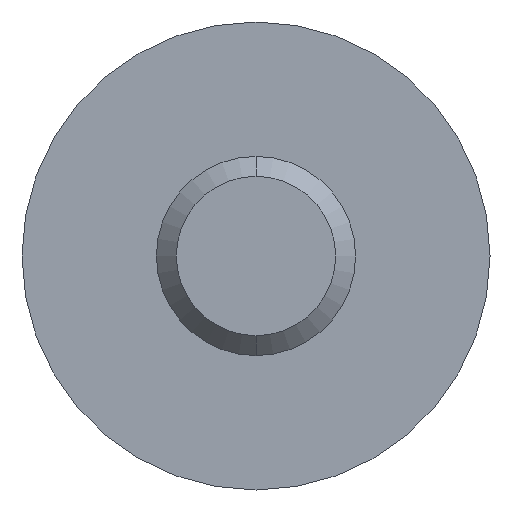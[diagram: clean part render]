
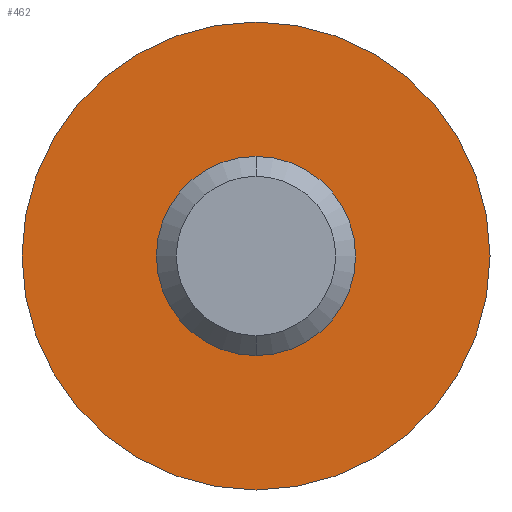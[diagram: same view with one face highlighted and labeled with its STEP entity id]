
A CAD part, front view. The second image highlights one B-rep face of the part: STEP entity #462.
In plain terms, the highlighted planar face has unit normal (0, -1, 0).
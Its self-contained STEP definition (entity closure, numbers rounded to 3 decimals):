
#8 = FACE_BOUND ( 'NONE', #347, .T. ) ;
#9 = CIRCLE ( 'NONE', #251, 4.7 ) ;
#25 = VERTEX_POINT ( 'NONE', #378 ) ;
#31 = CIRCLE ( 'NONE', #151, 2. ) ;
#51 = DIRECTION ( 'NONE',  ( 0., -1., 0. ) ) ;
#64 = CIRCLE ( 'NONE', #445, 4.7 ) ;
#65 = CARTESIAN_POINT ( 'NONE',  ( 0., -1.175, -2. ) ) ;
#71 = ORIENTED_EDGE ( 'NONE', *, *, #188, .F. ) ;
#75 = CARTESIAN_POINT ( 'NONE',  ( 0., -1.175, 0. ) ) ;
#98 = EDGE_CURVE ( 'NONE', #25, #167, #64, .T. ) ;
#101 = VERTEX_POINT ( 'NONE', #395 ) ;
#123 = CIRCLE ( 'NONE', #583, 2. ) ;
#136 = DIRECTION ( 'NONE',  ( 0., 0., -1. ) ) ;
#143 = DIRECTION ( 'NONE',  ( 0., -1., 0. ) ) ;
#151 = AXIS2_PLACEMENT_3D ( 'NONE', #415, #51, #153 ) ;
#153 = DIRECTION ( 'NONE',  ( 0., 0., -1. ) ) ;
#157 = DIRECTION ( 'NONE',  ( 0., 1., 0. ) ) ;
#167 = VERTEX_POINT ( 'NONE', #268 ) ;
#188 = EDGE_CURVE ( 'NONE', #335, #101, #123, .T. ) ;
#211 = EDGE_CURVE ( 'NONE', #101, #335, #31, .T. ) ;
#237 = EDGE_CURVE ( 'NONE', #167, #25, #9, .T. ) ;
#246 = CARTESIAN_POINT ( 'NONE',  ( 0., -1.175, 0. ) ) ;
#251 = AXIS2_PLACEMENT_3D ( 'NONE', #246, #157, #510 ) ;
#268 = CARTESIAN_POINT ( 'NONE',  ( 0., -1.175, -4.7 ) ) ;
#315 = ORIENTED_EDGE ( 'NONE', *, *, #237, .F. ) ;
#335 = VERTEX_POINT ( 'NONE', #65 ) ;
#347 = EDGE_LOOP ( 'NONE', ( #71, #359 ) ) ;
#359 = ORIENTED_EDGE ( 'NONE', *, *, #211, .F. ) ;
#365 = ORIENTED_EDGE ( 'NONE', *, *, #98, .F. ) ;
#378 = CARTESIAN_POINT ( 'NONE',  ( 0., -1.175, 4.7 ) ) ;
#395 = CARTESIAN_POINT ( 'NONE',  ( 0., -1.175, 2. ) ) ;
#415 = CARTESIAN_POINT ( 'NONE',  ( 0., -1.175, 0. ) ) ;
#426 = EDGE_LOOP ( 'NONE', ( #315, #365 ) ) ;
#445 = AXIS2_PLACEMENT_3D ( 'NONE', #577, #531, #136 ) ;
#462 = ADVANCED_FACE ( 'NONE', ( #8, #546 ), #491, .F. ) ;
#464 = CARTESIAN_POINT ( 'NONE',  ( 0., -1.175, 0. ) ) ;
#489 = DIRECTION ( 'NONE',  ( 0., 0., 1. ) ) ;
#491 = PLANE ( 'NONE',  #495 ) ;
#495 = AXIS2_PLACEMENT_3D ( 'NONE', #75, #563, #489 ) ;
#506 = DIRECTION ( 'NONE',  ( 0., 0., -1. ) ) ;
#510 = DIRECTION ( 'NONE',  ( 0., 0., -1. ) ) ;
#531 = DIRECTION ( 'NONE',  ( 0., 1., 0. ) ) ;
#546 = FACE_OUTER_BOUND ( 'NONE', #426, .T. ) ;
#563 = DIRECTION ( 'NONE',  ( 0., 1., 0. ) ) ;
#577 = CARTESIAN_POINT ( 'NONE',  ( 0., -1.175, 0. ) ) ;
#583 = AXIS2_PLACEMENT_3D ( 'NONE', #464, #143, #506 ) ;
